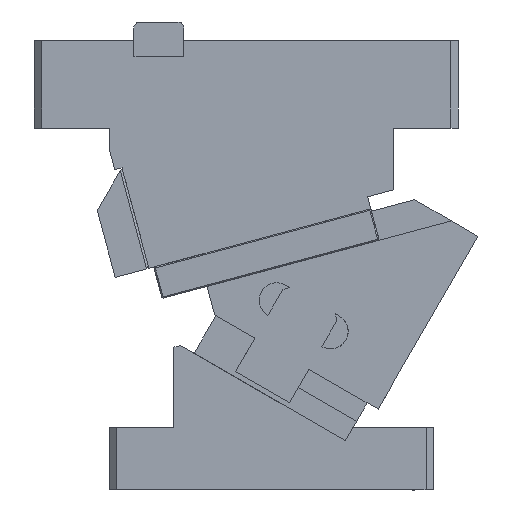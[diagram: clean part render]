
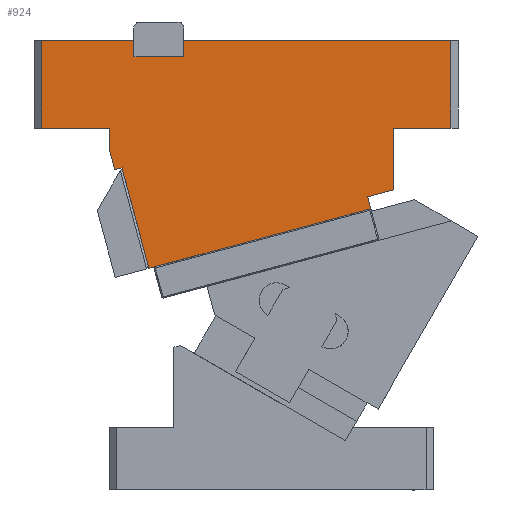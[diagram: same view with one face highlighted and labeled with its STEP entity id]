
A CAD part, front view. The second image highlights one B-rep face of the part: STEP entity #924.
In plain terms, the highlighted planar face has unit normal (0, -1, 0).
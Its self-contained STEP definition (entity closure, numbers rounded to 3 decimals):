
#273=CARTESIAN_POINT('Vertex',(15.997,0.,88.824)) ;
#276=CARTESIAN_POINT('Line Origine',(13.991,0.,96.31)) ;
#280=CARTESIAN_POINT('Vertex',(11.985,0.,103.796)) ;
#283=CARTESIAN_POINT('Line Origine',(9.527,0.,112.972)) ;
#287=CARTESIAN_POINT('Vertex',(7.068,0.,122.148)) ;
#290=CARTESIAN_POINT('Line Origine',(6.874,0.,122.873)) ;
#294=CARTESIAN_POINT('Vertex',(6.68,0.,123.597)) ;
#297=CARTESIAN_POINT('Line Origine',(5.947,0.,126.331)) ;
#301=CARTESIAN_POINT('Vertex',(5.215,0.,129.064)) ;
#414=CARTESIAN_POINT('Vertex',(104.862,0.,112.635)) ;
#419=CARTESIAN_POINT('Line Origine',(61.396,0.,100.988)) ;
#423=CARTESIAN_POINT('Vertex',(17.929,0.,89.342)) ;
#426=CARTESIAN_POINT('Line Origine',(16.963,0.,89.083)) ;
#574=CARTESIAN_POINT('Vertex',(103.568,0.,117.465)) ;
#577=CARTESIAN_POINT('Line Origine',(104.215,0.,115.05)) ;
#664=CARTESIAN_POINT('Vertex',(114.,0.,120.26)) ;
#667=CARTESIAN_POINT('Line Origine',(108.784,0.,118.863)) ;
#807=CARTESIAN_POINT('Axis2P3D Location',(17.929,0.,89.342)) ;
#812=CARTESIAN_POINT('Line Origine',(125.5,0.,145.)) ;
#816=CARTESIAN_POINT('Vertex',(114.,0.,145.)) ;
#818=CARTESIAN_POINT('Vertex',(137.,0.,145.)) ;
#821=CARTESIAN_POINT('Line Origine',(137.,0.,162.5)) ;
#825=CARTESIAN_POINT('Vertex',(137.,0.,180.)) ;
#828=CARTESIAN_POINT('Line Origine',(83.5,0.,180.)) ;
#832=CARTESIAN_POINT('Vertex',(30.,0.,180.)) ;
#835=CARTESIAN_POINT('Line Origine',(30.,0.,176.75)) ;
#839=CARTESIAN_POINT('Vertex',(30.,0.,173.5)) ;
#842=CARTESIAN_POINT('Line Origine',(20.,0.,173.5)) ;
#846=CARTESIAN_POINT('Vertex',(10.,0.,173.5)) ;
#849=CARTESIAN_POINT('Line Origine',(10.,0.,176.75)) ;
#853=CARTESIAN_POINT('Vertex',(10.,0.,180.)) ;
#856=CARTESIAN_POINT('Line Origine',(-8.5,0.,180.)) ;
#860=CARTESIAN_POINT('Vertex',(-27.,0.,180.)) ;
#863=CARTESIAN_POINT('Line Origine',(-27.,0.,162.5)) ;
#867=CARTESIAN_POINT('Vertex',(-27.,0.,145.)) ;
#870=CARTESIAN_POINT('Line Origine',(-13.5,0.,145.)) ;
#874=CARTESIAN_POINT('Vertex',(0.,0.,145.)) ;
#877=CARTESIAN_POINT('Line Origine',(0.,0.,140.967)) ;
#881=CARTESIAN_POINT('Vertex',(0.,0.,136.935)) ;
#884=CARTESIAN_POINT('Line Origine',(1.158,0.,132.611)) ;
#888=CARTESIAN_POINT('Vertex',(2.317,0.,128.288)) ;
#891=CARTESIAN_POINT('Line Origine',(3.766,0.,128.676)) ;
#896=CARTESIAN_POINT('Line Origine',(114.,0.,132.63)) ;
#277=DIRECTION('Vector Direction',(0.259,0.,-0.966)) ;
#284=DIRECTION('Vector Direction',(-0.259,0.,0.966)) ;
#291=DIRECTION('Vector Direction',(0.259,0.,-0.966)) ;
#298=DIRECTION('Vector Direction',(-0.259,0.,0.966)) ;
#420=DIRECTION('Vector Direction',(0.966,0.,0.259)) ;
#427=DIRECTION('Vector Direction',(0.966,0.,0.259)) ;
#578=DIRECTION('Vector Direction',(0.259,0.,-0.966)) ;
#668=DIRECTION('Vector Direction',(0.966,0.,0.259)) ;
#808=DIRECTION('Axis2P3D Direction',(0.,-1.,0.)) ;
#809=DIRECTION('Axis2P3D XDirection',(0.966,0.,0.259)) ;
#813=DIRECTION('Vector Direction',(1.,0.,0.)) ;
#822=DIRECTION('Vector Direction',(0.,0.,-1.)) ;
#829=DIRECTION('Vector Direction',(-1.,0.,0.)) ;
#836=DIRECTION('Vector Direction',(0.,0.,-1.)) ;
#843=DIRECTION('Vector Direction',(-1.,0.,0.)) ;
#850=DIRECTION('Vector Direction',(0.,0.,1.)) ;
#857=DIRECTION('Vector Direction',(-1.,0.,0.)) ;
#864=DIRECTION('Vector Direction',(0.,0.,-1.)) ;
#871=DIRECTION('Vector Direction',(-1.,0.,0.)) ;
#878=DIRECTION('Vector Direction',(0.,0.,-1.)) ;
#885=DIRECTION('Vector Direction',(-0.259,0.,0.966)) ;
#892=DIRECTION('Vector Direction',(0.966,0.,0.259)) ;
#897=DIRECTION('Vector Direction',(0.,0.,1.)) ;
#810=AXIS2_PLACEMENT_3D('Plane Axis2P3D',#807,#808,#809) ;
#902=ORIENTED_EDGE('',*,*,#820,.T.) ;
#903=ORIENTED_EDGE('',*,*,#827,.F.) ;
#904=ORIENTED_EDGE('',*,*,#834,.T.) ;
#905=ORIENTED_EDGE('',*,*,#841,.T.) ;
#906=ORIENTED_EDGE('',*,*,#848,.T.) ;
#907=ORIENTED_EDGE('',*,*,#855,.T.) ;
#908=ORIENTED_EDGE('',*,*,#862,.T.) ;
#909=ORIENTED_EDGE('',*,*,#869,.T.) ;
#910=ORIENTED_EDGE('',*,*,#876,.F.) ;
#911=ORIENTED_EDGE('',*,*,#883,.T.) ;
#912=ORIENTED_EDGE('',*,*,#890,.F.) ;
#913=ORIENTED_EDGE('',*,*,#895,.T.) ;
#914=ORIENTED_EDGE('',*,*,#303,.F.) ;
#915=ORIENTED_EDGE('',*,*,#296,.T.) ;
#916=ORIENTED_EDGE('',*,*,#289,.F.) ;
#917=ORIENTED_EDGE('',*,*,#282,.T.) ;
#918=ORIENTED_EDGE('',*,*,#430,.T.) ;
#919=ORIENTED_EDGE('',*,*,#425,.T.) ;
#920=ORIENTED_EDGE('',*,*,#581,.F.) ;
#921=ORIENTED_EDGE('',*,*,#671,.T.) ;
#922=ORIENTED_EDGE('',*,*,#900,.T.) ;
#278=VECTOR('Line Direction',#277,1.) ;
#285=VECTOR('Line Direction',#284,1.) ;
#292=VECTOR('Line Direction',#291,1.) ;
#299=VECTOR('Line Direction',#298,1.) ;
#421=VECTOR('Line Direction',#420,1.) ;
#428=VECTOR('Line Direction',#427,1.) ;
#579=VECTOR('Line Direction',#578,1.) ;
#669=VECTOR('Line Direction',#668,1.) ;
#814=VECTOR('Line Direction',#813,1.) ;
#823=VECTOR('Line Direction',#822,1.) ;
#830=VECTOR('Line Direction',#829,1.) ;
#837=VECTOR('Line Direction',#836,1.) ;
#844=VECTOR('Line Direction',#843,1.) ;
#851=VECTOR('Line Direction',#850,1.) ;
#858=VECTOR('Line Direction',#857,1.) ;
#865=VECTOR('Line Direction',#864,1.) ;
#872=VECTOR('Line Direction',#871,1.) ;
#879=VECTOR('Line Direction',#878,1.) ;
#886=VECTOR('Line Direction',#885,1.) ;
#893=VECTOR('Line Direction',#892,1.) ;
#898=VECTOR('Line Direction',#897,1.) ;
#924=ADVANCED_FACE('CAM HOLDER',(#923),#811,.T.) ;
#282=EDGE_CURVE('',#281,#274,#279,.T.) ;
#289=EDGE_CURVE('',#281,#288,#286,.T.) ;
#296=EDGE_CURVE('',#295,#288,#293,.T.) ;
#303=EDGE_CURVE('',#295,#302,#300,.T.) ;
#425=EDGE_CURVE('',#424,#415,#422,.T.) ;
#430=EDGE_CURVE('',#274,#424,#429,.T.) ;
#581=EDGE_CURVE('',#575,#415,#580,.T.) ;
#671=EDGE_CURVE('',#575,#665,#670,.T.) ;
#820=EDGE_CURVE('',#817,#819,#815,.T.) ;
#827=EDGE_CURVE('',#826,#819,#824,.T.) ;
#834=EDGE_CURVE('',#826,#833,#831,.T.) ;
#841=EDGE_CURVE('',#833,#840,#838,.T.) ;
#848=EDGE_CURVE('',#840,#847,#845,.T.) ;
#855=EDGE_CURVE('',#847,#854,#852,.T.) ;
#862=EDGE_CURVE('',#854,#861,#859,.T.) ;
#869=EDGE_CURVE('',#861,#868,#866,.T.) ;
#876=EDGE_CURVE('',#875,#868,#873,.T.) ;
#883=EDGE_CURVE('',#875,#882,#880,.T.) ;
#890=EDGE_CURVE('',#889,#882,#887,.T.) ;
#895=EDGE_CURVE('',#889,#302,#894,.T.) ;
#900=EDGE_CURVE('',#665,#817,#899,.T.) ;
#901=EDGE_LOOP('',(#902,#903,#904,#905,#906,#907,#908,#909,#910,#911,#912,#913,#914,#915,#916,#917,#918,#919,#920,#921,#922)) ;
#923=FACE_OUTER_BOUND('',#901,.T.) ;
#279=LINE('Line',#276,#278) ;
#286=LINE('Line',#283,#285) ;
#293=LINE('Line',#290,#292) ;
#300=LINE('Line',#297,#299) ;
#422=LINE('Line',#419,#421) ;
#429=LINE('Line',#426,#428) ;
#580=LINE('Line',#577,#579) ;
#670=LINE('Line',#667,#669) ;
#815=LINE('Line',#812,#814) ;
#824=LINE('Line',#821,#823) ;
#831=LINE('Line',#828,#830) ;
#838=LINE('Line',#835,#837) ;
#845=LINE('Line',#842,#844) ;
#852=LINE('Line',#849,#851) ;
#859=LINE('Line',#856,#858) ;
#866=LINE('Line',#863,#865) ;
#873=LINE('Line',#870,#872) ;
#880=LINE('Line',#877,#879) ;
#887=LINE('Line',#884,#886) ;
#894=LINE('Line',#891,#893) ;
#899=LINE('Line',#896,#898) ;
#811=PLANE('Plane',#810) ;
#274=VERTEX_POINT('',#273) ;
#281=VERTEX_POINT('',#280) ;
#288=VERTEX_POINT('',#287) ;
#295=VERTEX_POINT('',#294) ;
#302=VERTEX_POINT('',#301) ;
#415=VERTEX_POINT('',#414) ;
#424=VERTEX_POINT('',#423) ;
#575=VERTEX_POINT('',#574) ;
#665=VERTEX_POINT('',#664) ;
#817=VERTEX_POINT('',#816) ;
#819=VERTEX_POINT('',#818) ;
#826=VERTEX_POINT('',#825) ;
#833=VERTEX_POINT('',#832) ;
#840=VERTEX_POINT('',#839) ;
#847=VERTEX_POINT('',#846) ;
#854=VERTEX_POINT('',#853) ;
#861=VERTEX_POINT('',#860) ;
#868=VERTEX_POINT('',#867) ;
#875=VERTEX_POINT('',#874) ;
#882=VERTEX_POINT('',#881) ;
#889=VERTEX_POINT('',#888) ;
